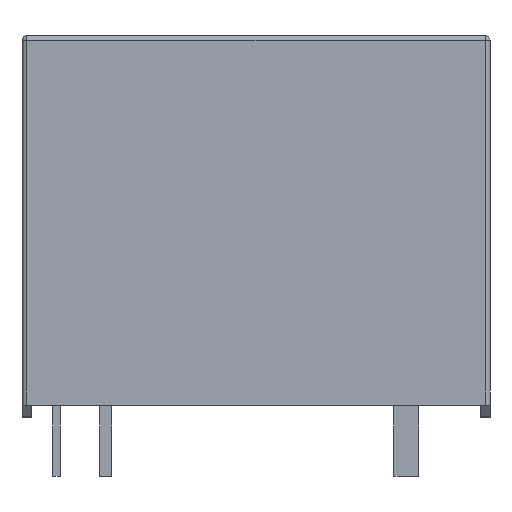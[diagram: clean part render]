
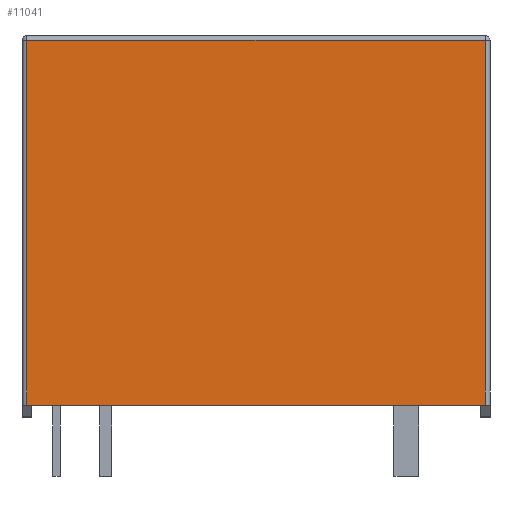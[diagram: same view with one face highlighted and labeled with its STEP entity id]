
A CAD part, front view. The second image highlights one B-rep face of the part: STEP entity #11041.
In plain terms, the highlighted planar face has unit normal (0, -1, 0).
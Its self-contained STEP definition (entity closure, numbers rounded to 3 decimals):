
#99 = CARTESIAN_POINT ( 'NONE',  ( -9.5, -7.6, 0.5 ) ) ;
#443 = CARTESIAN_POINT ( 'NONE',  ( 9.3, -7.6, 0.5 ) ) ;
#2985 = CARTESIAN_POINT ( 'NONE',  ( -9.3, -7.6, 0.5 ) ) ;
#3062 = LINE ( 'NONE', #5458, #3632 ) ;
#3486 = VERTEX_POINT ( 'NONE', #2985 ) ;
#3632 = VECTOR ( 'NONE', #7732, 1000. ) ;
#3648 = VERTEX_POINT ( 'NONE', #10047 ) ;
#4142 = DIRECTION ( 'NONE',  ( 0., 0., -1. ) ) ;
#4231 = EDGE_CURVE ( 'NONE', #12738, #3648, #8577, .T. ) ;
#4321 = ORIENTED_EDGE ( 'NONE', *, *, #4893, .T. ) ;
#4660 = ORIENTED_EDGE ( 'NONE', *, *, #4231, .T. ) ;
#4893 = EDGE_CURVE ( 'NONE', #10015, #12738, #3062, .T. ) ;
#5022 = CARTESIAN_POINT ( 'NONE',  ( -9.5, -7.6, 15.5 ) ) ;
#5104 = DIRECTION ( 'NONE',  ( 0., 1., 0. ) ) ;
#5164 = ORIENTED_EDGE ( 'NONE', *, *, #9429, .T. ) ;
#5179 = FACE_OUTER_BOUND ( 'NONE', #11050, .T. ) ;
#5458 = CARTESIAN_POINT ( 'NONE',  ( 9.3, -7.6, 15.5 ) ) ;
#5705 = CARTESIAN_POINT ( 'NONE',  ( 9.3, -7.6, 15.3 ) ) ;
#5981 = VECTOR ( 'NONE', #13221, 1000. ) ;
#7147 = ORIENTED_EDGE ( 'NONE', *, *, #10471, .T. ) ;
#7308 = CARTESIAN_POINT ( 'NONE',  ( -9.5, -7.6, 15.3 ) ) ;
#7438 = PLANE ( 'NONE',  #11321 ) ;
#7629 = CARTESIAN_POINT ( 'NONE',  ( -9.3, -7.6, 15.5 ) ) ;
#7732 = DIRECTION ( 'NONE',  ( 0., 0., 1. ) ) ;
#8253 = LINE ( 'NONE', #99, #5981 ) ;
#8459 = DIRECTION ( 'NONE',  ( 0., 0., 1. ) ) ;
#8577 = LINE ( 'NONE', #7308, #10054 ) ;
#9429 = EDGE_CURVE ( 'NONE', #3486, #10015, #8253, .T. ) ;
#10015 = VERTEX_POINT ( 'NONE', #443 ) ;
#10047 = CARTESIAN_POINT ( 'NONE',  ( -9.3, -7.6, 15.3 ) ) ;
#10054 = VECTOR ( 'NONE', #14399, 1000. ) ;
#10471 = EDGE_CURVE ( 'NONE', #3648, #3486, #14634, .T. ) ;
#10685 = VECTOR ( 'NONE', #4142, 1000. ) ;
#11041 = ADVANCED_FACE ( 'NONE', ( #5179 ), #7438, .F. ) ;
#11050 = EDGE_LOOP ( 'NONE', ( #5164, #4321, #4660, #7147 ) ) ;
#11321 = AXIS2_PLACEMENT_3D ( 'NONE', #5022, #5104, #8459 ) ;
#12738 = VERTEX_POINT ( 'NONE', #5705 ) ;
#13221 = DIRECTION ( 'NONE',  ( 1., 0., 0. ) ) ;
#14399 = DIRECTION ( 'NONE',  ( -1., 0., 0. ) ) ;
#14634 = LINE ( 'NONE', #7629, #10685 ) ;
